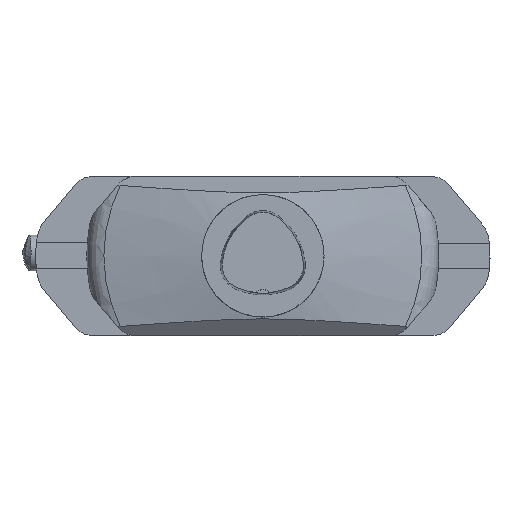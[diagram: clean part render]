
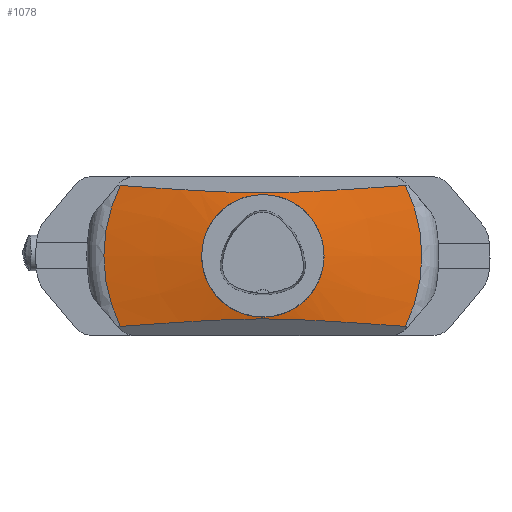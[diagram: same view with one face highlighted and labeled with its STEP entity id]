
A CAD part, top view. The second image highlights one B-rep face of the part: STEP entity #1078.
In plain terms, the highlighted conical face has half-angle 78 degrees and reference radius 39.992 mm.
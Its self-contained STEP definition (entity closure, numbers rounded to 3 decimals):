
#253=CONICAL_SURFACE('',#8812,39.993,78.);
#1078=ADVANCED_FACE('',(#3512,#3513),#253,.T.);
#1602=CIRCLE('',#8807,103.911);
#1603=CIRCLE('',#8809,103.911);
#1604=CIRCLE('',#8811,39.993);
#3512=FACE_BOUND('',#3665,.T.);
#3513=FACE_BOUND('',#3666,.T.);
#3665=EDGE_LOOP('',(#4369));
#3666=EDGE_LOOP('',(#4370,#4371,#4372,#4373));
#4369=ORIENTED_EDGE('',*,*,#7434,.T.);
#4370=ORIENTED_EDGE('',*,*,#7435,.F.);
#4371=ORIENTED_EDGE('',*,*,#7428,.T.);
#4372=ORIENTED_EDGE('',*,*,#7436,.F.);
#4373=ORIENTED_EDGE('',*,*,#7432,.T.);
#6597=VERTEX_POINT('',#12323);
#6598=VERTEX_POINT('',#12324);
#6599=VERTEX_POINT('',#12338);
#6600=VERTEX_POINT('',#12340);
#6601=VERTEX_POINT('',#12347);
#7428=EDGE_CURVE('',#6597,#6598,#1602,.T.);
#7432=EDGE_CURVE('',#6600,#6599,#1603,.T.);
#7434=EDGE_CURVE('',#6601,#6601,#1604,.T.);
#7435=EDGE_CURVE('',#6597,#6599,#8499,.T.);
#7436=EDGE_CURVE('',#6600,#6598,#8500,.T.);
#8499=B_SPLINE_CURVE_WITH_KNOTS('',3,(#12348,#12349,#12350,#12351,#12352,
#12353,#12354,#12355,#12356,#12357,#12358,#12359),.UNSPECIFIED.,.F.,.F.,
(4,2,2,2,2,4),(0.,0.25,0.5,0.625,0.75,1.),.UNSPECIFIED.);
#8500=B_SPLINE_CURVE_WITH_KNOTS('',3,(#12360,#12361,#12362,#12363,#12364,
#12365,#12366,#12367,#12368,#12369,#12370,#12371),.UNSPECIFIED.,.F.,.F.,
(4,2,2,2,2,4),(0.,0.25,0.5,0.625,0.75,1.),.UNSPECIFIED.);
#8807=AXIS2_PLACEMENT_3D('',#12322,#9783,#9784);
#8809=AXIS2_PLACEMENT_3D('',#12339,#9787,#9788);
#8811=AXIS2_PLACEMENT_3D('',#12346,#9791,#9792);
#8812=AXIS2_PLACEMENT_3D('',#12372,#9793,#9794);
#9783=DIRECTION('',(0.,0.,1.));
#9784=DIRECTION('',(-1.,0.,0.));
#9787=DIRECTION('',(0.,0.,1.));
#9788=DIRECTION('',(-1.,0.,0.));
#9791=DIRECTION('',(0.,0.,-1.));
#9792=DIRECTION('',(-1.,0.,0.));
#9793=DIRECTION('',(0.,0.,-1.));
#9794=DIRECTION('',(-1.,0.,0.));
#12322=CARTESIAN_POINT('',(0.,0.,-43.686));
#12323=CARTESIAN_POINT('',(93.144,-46.062,-43.686));
#12324=CARTESIAN_POINT('',(93.144,46.062,-43.686));
#12338=CARTESIAN_POINT('',(-93.144,-46.062,-43.686));
#12339=CARTESIAN_POINT('',(0.,0.,-43.686));
#12340=CARTESIAN_POINT('',(-93.144,46.062,-43.686));
#12346=CARTESIAN_POINT('',(0.,0.,-30.1));
#12347=CARTESIAN_POINT('',(-39.993,0.,-30.1));
#12348=CARTESIAN_POINT('',(93.144,-46.062,-43.686));
#12349=CARTESIAN_POINT('',(77.801,-44.96,-40.659));
#12350=CARTESIAN_POINT('',(62.448,-43.88,-37.69));
#12351=CARTESIAN_POINT('',(31.61,-42.021,-32.584));
#12352=CARTESIAN_POINT('',(16.134,-41.222,-30.387));
#12353=CARTESIAN_POINT('',(-7.603,-41.207,-30.346));
#12354=CARTESIAN_POINT('',(-15.543,-41.406,-30.892));
#12355=CARTESIAN_POINT('',(-31.206,-42.041,-32.637));
#12356=CARTESIAN_POINT('',(-38.985,-42.467,-33.808));
#12357=CARTESIAN_POINT('',(-62.264,-43.867,-37.654));
#12358=CARTESIAN_POINT('',(-77.709,-44.954,-40.641));
#12359=CARTESIAN_POINT('',(-93.144,-46.062,-43.686));
#12360=CARTESIAN_POINT('',(-93.144,46.062,-43.686));
#12361=CARTESIAN_POINT('',(-77.801,44.96,-40.659));
#12362=CARTESIAN_POINT('',(-62.448,43.88,-37.69));
#12363=CARTESIAN_POINT('',(-31.61,42.021,-32.584));
#12364=CARTESIAN_POINT('',(-16.134,41.222,-30.387));
#12365=CARTESIAN_POINT('',(7.603,41.207,-30.346));
#12366=CARTESIAN_POINT('',(15.543,41.406,-30.892));
#12367=CARTESIAN_POINT('',(31.206,42.041,-32.637));
#12368=CARTESIAN_POINT('',(38.985,42.467,-33.808));
#12369=CARTESIAN_POINT('',(62.264,43.867,-37.654));
#12370=CARTESIAN_POINT('',(77.709,44.954,-40.641));
#12371=CARTESIAN_POINT('',(93.144,46.062,-43.686));
#12372=CARTESIAN_POINT('',(0.,0.,-30.1));
